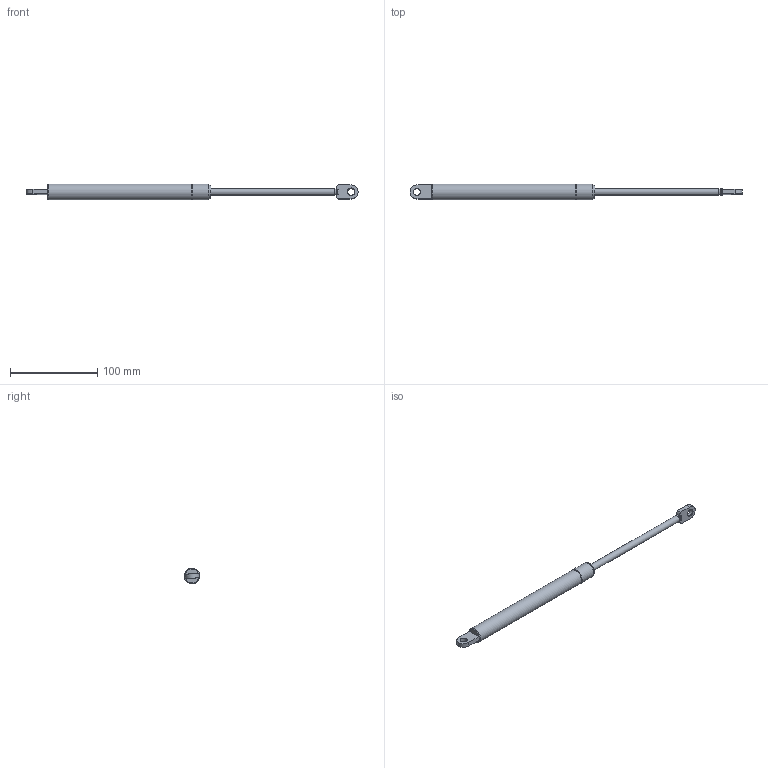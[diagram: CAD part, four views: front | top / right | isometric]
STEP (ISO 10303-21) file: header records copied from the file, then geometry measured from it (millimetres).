
FILE_DESCRIPTION(/* description */ (''),/* implementation_level */ '2;1');
FILE_NAME(/* name */ 'DR_SB-365.stp',/* time_stamp */ '2017-09-18T15:44:55+09:00',/* author */ ('user'),/* organization */ (''),/* preprocessor_version */ 'ST-DEVELOPER v15.6',/* originating_system */ 'Autodesk Inventor 2015',/* authorisation */ '');
FILE_SCHEMA (('AUTOMOTIVE_DESIGN { 1 0 10303 214 3 1 1 }'));
Length unit declared in the file: millimetre
Products named in the file (4): DR_SB-365-BASE; DR_SB-365-RING; DR_SB-365-SUPPORT; DR_SB-365
Bounding box: 381 x 17.98 x 17.98 mm (x, y, z)
Volume: 26863.4 mm3; surface area: 26284.5 mm2
Topology: 3 solids, 3 shells, 59 faces, 135 edges, 90 vertices
Faces by surface type: plane 28, cylinder 22, torus 7, bspline 2
Full cylindrical faces by diameter (mm): 2 x1, 7.8 x1, 7.802 x1, 8 x4, 15 x3, 16 x1, 17 x1, 18 x2
Entity records: 1939 total; most frequent: CARTESIAN_POINT 543, DIRECTION 274, ORIENTED_EDGE 218, AXIS2_PLACEMENT_3D 119, EDGE_CURVE 109, EDGE_LOOP 94, VERTEX_POINT 85, FACE_OUTER_BOUND 59
